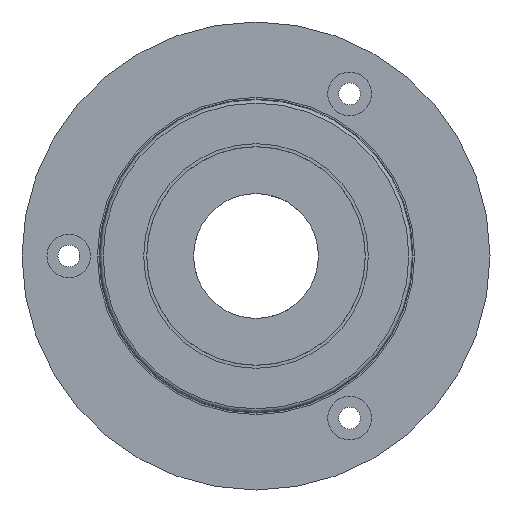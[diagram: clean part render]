
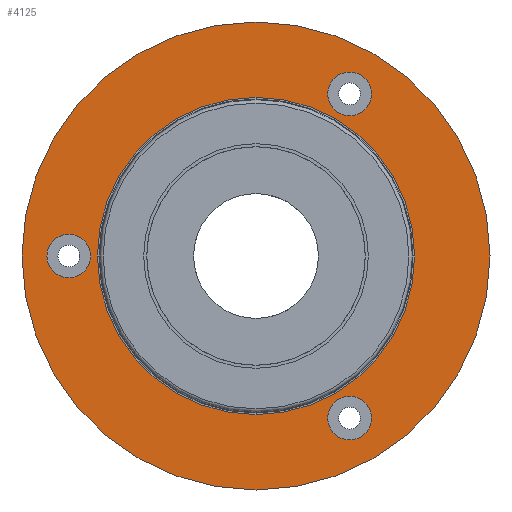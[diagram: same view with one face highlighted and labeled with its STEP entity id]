
A CAD part, left-side view. The second image highlights one B-rep face of the part: STEP entity #4125.
In plain terms, the highlighted planar face has unit normal (-1, 0, 0).
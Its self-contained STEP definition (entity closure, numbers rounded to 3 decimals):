
#1188 = CARTESIAN_POINT ( 'NONE',  ( 2.8, 18., 0. ) ) ;
#1727 = CARTESIAN_POINT ( 'NONE',  ( 2.8, -9., -15.588 ) ) ;
#2647 = DIRECTION ( 'NONE',  ( 0., -1., 0. ) ) ;
#4125 = ADVANCED_FACE ( 'NONE', ( #76758, #53439, #28044, #20244, #70620 ), #21895, .T. ) ;
#7251 = VERTEX_POINT ( 'NONE', #42941 ) ;
#7740 = EDGE_LOOP ( 'NONE', ( #45218 ) ) ;
#8504 = VERTEX_POINT ( 'NONE', #71150 ) ;
#9893 = EDGE_CURVE ( 'NONE', #7251, #7251, #36273, .T. ) ;
#14312 = EDGE_LOOP ( 'NONE', ( #16796 ) ) ;
#14530 = CARTESIAN_POINT ( 'NONE',  ( 2.8, 12.5, 0. ) ) ;
#16710 = ORIENTED_EDGE ( 'NONE', *, *, #18202, .T. ) ;
#16796 = ORIENTED_EDGE ( 'NONE', *, *, #73414, .T. ) ;
#17208 = CARTESIAN_POINT ( 'NONE',  ( 2.8, 0., 0. ) ) ;
#18202 = EDGE_CURVE ( 'NONE', #19126, #19126, #63136, .T. ) ;
#19126 = VERTEX_POINT ( 'NONE', #43335 ) ;
#19938 = CARTESIAN_POINT ( 'NONE',  ( 2.8, -6.9, -15.588 ) ) ;
#20244 = FACE_BOUND ( 'NONE', #14312, .T. ) ;
#20249 = CARTESIAN_POINT ( 'NONE',  ( 2.8, 0., 0. ) ) ;
#20552 = EDGE_LOOP ( 'NONE', ( #50743 ) ) ;
#20835 = AXIS2_PLACEMENT_3D ( 'NONE', #14530, #64495, #2647 ) ;
#21895 = PLANE ( 'NONE',  #20835 ) ;
#23642 = DIRECTION ( 'NONE',  ( 0., 1., 0. ) ) ;
#26183 = DIRECTION ( 'NONE',  ( 1., 0., 0. ) ) ;
#28044 = FACE_BOUND ( 'NONE', #39603, .T. ) ;
#32984 = DIRECTION ( 'NONE',  ( 0., 1., 0. ) ) ;
#36273 = CIRCLE ( 'NONE', #67675, 2.1 ) ;
#39424 = DIRECTION ( 'NONE',  ( 1., 0., 0. ) ) ;
#39603 = EDGE_LOOP ( 'NONE', ( #16710 ) ) ;
#42941 = CARTESIAN_POINT ( 'NONE',  ( 2.8, 20.1, 0. ) ) ;
#43335 = CARTESIAN_POINT ( 'NONE',  ( 2.8, -6.9, 15.588 ) ) ;
#45174 = AXIS2_PLACEMENT_3D ( 'NONE', #1727, #39424, #70524 ) ;
#45218 = ORIENTED_EDGE ( 'NONE', *, *, #9893, .T. ) ;
#45251 = DIRECTION ( 'NONE',  ( 1., 0., 0. ) ) ;
#50743 = ORIENTED_EDGE ( 'NONE', *, *, #51945, .F. ) ;
#51170 = DIRECTION ( 'NONE',  ( 0., 1., 0. ) ) ;
#51945 = EDGE_CURVE ( 'NONE', #8504, #8504, #74694, .T. ) ;
#52350 = VERTEX_POINT ( 'NONE', #77279 ) ;
#53439 = FACE_BOUND ( 'NONE', #53440, .T. ) ;
#53440 = EDGE_LOOP ( 'NONE', ( #76317 ) ) ;
#58057 = CIRCLE ( 'NONE', #72463, 12.5 ) ;
#58189 = EDGE_CURVE ( 'NONE', #71557, #71557, #69989, .T. ) ;
#60125 = CARTESIAN_POINT ( 'NONE',  ( 2.8, -9., 15.588 ) ) ;
#60578 = AXIS2_PLACEMENT_3D ( 'NONE', #60125, #61712, #23642 ) ;
#60647 = DIRECTION ( 'NONE',  ( 0., 1., 0. ) ) ;
#61712 = DIRECTION ( 'NONE',  ( 1., 0., 0. ) ) ;
#63136 = CIRCLE ( 'NONE', #60578, 2.1 ) ;
#64495 = DIRECTION ( 'NONE',  ( -1., 0., 0. ) ) ;
#67675 = AXIS2_PLACEMENT_3D ( 'NONE', #1188, #26183, #51170 ) ;
#69989 = CIRCLE ( 'NONE', #45174, 2.1 ) ;
#70524 = DIRECTION ( 'NONE',  ( 0., 1., 0. ) ) ;
#70620 = FACE_OUTER_BOUND ( 'NONE', #20552, .T. ) ;
#71150 = CARTESIAN_POINT ( 'NONE',  ( 2.8, 22.5, 0. ) ) ;
#71557 = VERTEX_POINT ( 'NONE', #19938 ) ;
#72140 = AXIS2_PLACEMENT_3D ( 'NONE', #20249, #45251, #32984 ) ;
#72463 = AXIS2_PLACEMENT_3D ( 'NONE', #17208, #73714, #60647 ) ;
#73414 = EDGE_CURVE ( 'NONE', #52350, #52350, #58057, .T. ) ;
#73714 = DIRECTION ( 'NONE',  ( 1., 0., 0. ) ) ;
#74694 = CIRCLE ( 'NONE', #72140, 22.5 ) ;
#76317 = ORIENTED_EDGE ( 'NONE', *, *, #58189, .T. ) ;
#76758 = FACE_BOUND ( 'NONE', #7740, .T. ) ;
#77279 = CARTESIAN_POINT ( 'NONE',  ( 2.8, 12.5, 0. ) ) ;
